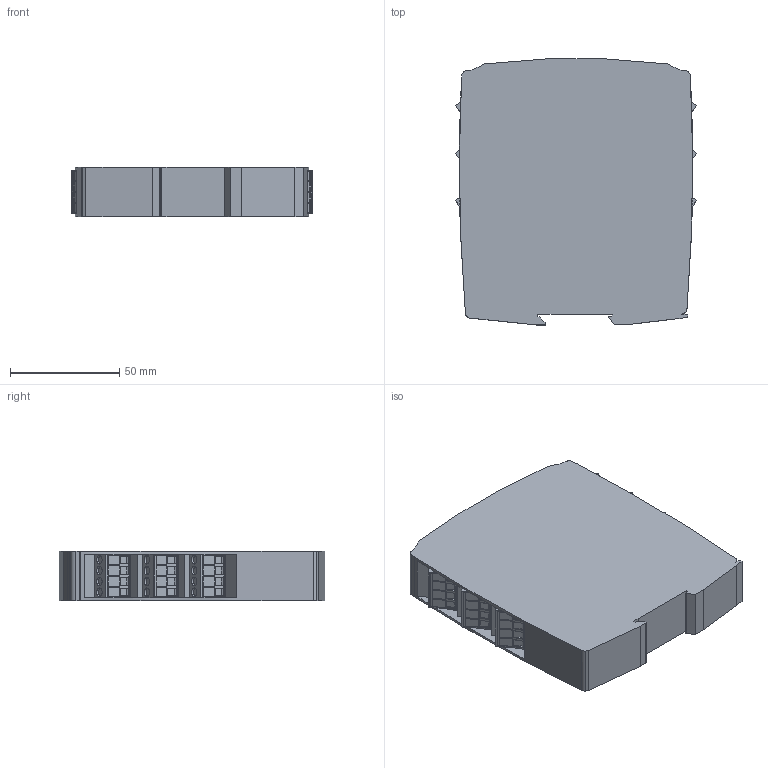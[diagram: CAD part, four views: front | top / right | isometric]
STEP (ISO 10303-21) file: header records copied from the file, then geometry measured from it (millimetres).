
FILE_DESCRIPTION (( 'STEP AP214' ), '1' );
FILE_NAME ('UG6970-04PS-61-24.STEP', '2018-05-11T15:11:58', ( '' ), ( '' ), 'SwSTEP 2.0', 'SolidWorks 2017', '' );
FILE_SCHEMA (( 'AUTOMOTIVE_DESIGN' ));
Length unit declared in the file: inch
Products named in the file (1): UG6970-04PS-61-24
Bounding box: 110.63 x 121.98 x 22.5 mm (x, y, z)
Volume: 272924.8 mm3; surface area: 39358.2 mm2
Topology: 1 solids, 13 shells, 577 faces, 1524 edges, 998 vertices
Faces by surface type: plane 516, cylinder 52, bspline 9
Full cylindrical faces by diameter (mm): 4 x24
Entity records: 29880 total; most frequent: CARTESIAN_POINT 10272, ORIENTED_EDGE 2952, DIRECTION 2554, EDGE_CURVE 1476, VECTOR 1324, LINE 1324, VERTEX_POINT 974, EDGE_LOOP 626
